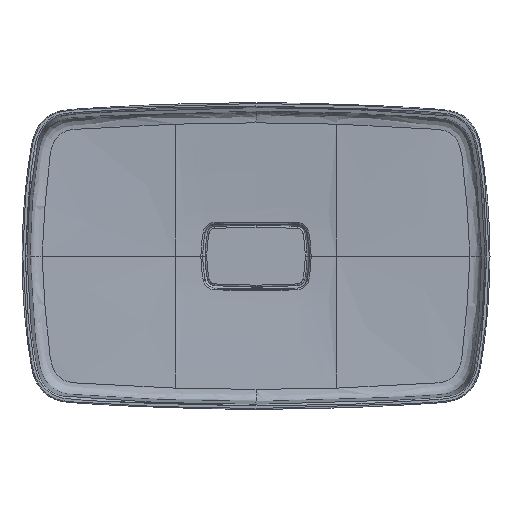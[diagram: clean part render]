
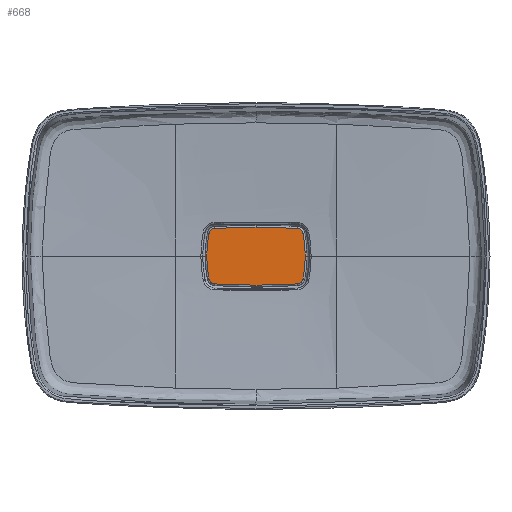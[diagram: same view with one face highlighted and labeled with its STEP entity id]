
A CAD part, top view. The second image highlights one B-rep face of the part: STEP entity #668.
In plain terms, the highlighted planar face has unit normal (0, 0, 1).
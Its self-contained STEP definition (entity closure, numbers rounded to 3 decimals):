
#418=FACE_OUTER_BOUND('',#964,.T.);
#668=ADVANCED_FACE('',(#418),#725,.F.);
#725=PLANE('',#2812);
#964=EDGE_LOOP('',(#1627,#1628,#1629,#1630,#1631,#1632,#1633,#1634,#1635,
#1636,#1637,#1638));
#1627=ORIENTED_EDGE('',*,*,#2361,.T.);
#1628=ORIENTED_EDGE('',*,*,#2362,.T.);
#1629=ORIENTED_EDGE('',*,*,#2363,.T.);
#1630=ORIENTED_EDGE('',*,*,#2364,.T.);
#1631=ORIENTED_EDGE('',*,*,#2365,.T.);
#1632=ORIENTED_EDGE('',*,*,#2366,.T.);
#1633=ORIENTED_EDGE('',*,*,#2367,.T.);
#1634=ORIENTED_EDGE('',*,*,#2368,.T.);
#1635=ORIENTED_EDGE('',*,*,#2369,.T.);
#1636=ORIENTED_EDGE('',*,*,#2370,.T.);
#1637=ORIENTED_EDGE('',*,*,#2371,.T.);
#1638=ORIENTED_EDGE('',*,*,#2372,.T.);
#2006=VERTEX_POINT('',#55551);
#2007=VERTEX_POINT('',#55552);
#2008=VERTEX_POINT('',#55557);
#2009=VERTEX_POINT('',#55568);
#2010=VERTEX_POINT('',#55573);
#2011=VERTEX_POINT('',#55578);
#2012=VERTEX_POINT('',#55589);
#2013=VERTEX_POINT('',#55594);
#2014=VERTEX_POINT('',#55599);
#2015=VERTEX_POINT('',#55610);
#2016=VERTEX_POINT('',#55615);
#2017=VERTEX_POINT('',#55620);
#2361=EDGE_CURVE('',#2006,#2007,#2698,.T.);
#2362=EDGE_CURVE('',#2007,#2008,#2699,.T.);
#2363=EDGE_CURVE('',#2008,#2009,#2700,.T.);
#2364=EDGE_CURVE('',#2009,#2010,#2701,.T.);
#2365=EDGE_CURVE('',#2010,#2011,#2702,.T.);
#2366=EDGE_CURVE('',#2011,#2012,#2703,.T.);
#2367=EDGE_CURVE('',#2012,#2013,#2704,.T.);
#2368=EDGE_CURVE('',#2013,#2014,#2705,.T.);
#2369=EDGE_CURVE('',#2014,#2015,#2706,.T.);
#2370=EDGE_CURVE('',#2015,#2016,#2707,.T.);
#2371=EDGE_CURVE('',#2016,#2017,#2708,.T.);
#2372=EDGE_CURVE('',#2017,#2006,#2709,.T.);
#2698=B_SPLINE_CURVE_WITH_KNOTS('',3,(#55547,#55548,#55549,#55550),
 .UNSPECIFIED.,.F.,.F.,(4,4),(0.,1.),.UNSPECIFIED.);
#2699=B_SPLINE_CURVE_WITH_KNOTS('',3,(#55553,#55554,#55555,#55556),
 .UNSPECIFIED.,.F.,.F.,(4,4),(0.,1.),.UNSPECIFIED.);
#2700=B_SPLINE_CURVE_WITH_KNOTS('',3,(#55558,#55559,#55560,#55561,#55562,
#55563,#55564,#55565,#55566,#55567),.UNSPECIFIED.,.F.,.F.,(4,2,2,2,4),(0.,
0.25,0.5,0.75,1.),.UNSPECIFIED.);
#2701=B_SPLINE_CURVE_WITH_KNOTS('',3,(#55569,#55570,#55571,#55572),
 .UNSPECIFIED.,.F.,.F.,(4,4),(0.,1.),.UNSPECIFIED.);
#2702=B_SPLINE_CURVE_WITH_KNOTS('',3,(#55574,#55575,#55576,#55577),
 .UNSPECIFIED.,.F.,.F.,(4,4),(0.,1.),.UNSPECIFIED.);
#2703=B_SPLINE_CURVE_WITH_KNOTS('',3,(#55579,#55580,#55581,#55582,#55583,
#55584,#55585,#55586,#55587,#55588),.UNSPECIFIED.,.F.,.F.,(4,2,2,2,4),(0.,
0.25,0.5,0.75,1.),.UNSPECIFIED.);
#2704=B_SPLINE_CURVE_WITH_KNOTS('',3,(#55590,#55591,#55592,#55593),
 .UNSPECIFIED.,.F.,.F.,(4,4),(0.,1.),.UNSPECIFIED.);
#2705=B_SPLINE_CURVE_WITH_KNOTS('',3,(#55595,#55596,#55597,#55598),
 .UNSPECIFIED.,.F.,.F.,(4,4),(0.,1.),.UNSPECIFIED.);
#2706=B_SPLINE_CURVE_WITH_KNOTS('',3,(#55600,#55601,#55602,#55603,#55604,
#55605,#55606,#55607,#55608,#55609),.UNSPECIFIED.,.F.,.F.,(4,2,2,2,4),(0.,
0.25,0.5,0.75,1.),.UNSPECIFIED.);
#2707=B_SPLINE_CURVE_WITH_KNOTS('',3,(#55611,#55612,#55613,#55614),
 .UNSPECIFIED.,.F.,.F.,(4,4),(0.,1.),.UNSPECIFIED.);
#2708=B_SPLINE_CURVE_WITH_KNOTS('',3,(#55616,#55617,#55618,#55619),
 .UNSPECIFIED.,.F.,.F.,(4,4),(0.,1.),.UNSPECIFIED.);
#2709=B_SPLINE_CURVE_WITH_KNOTS('',3,(#55621,#55622,#55623,#55624,#55625,
#55626,#55627,#55628,#55629,#55630),.UNSPECIFIED.,.F.,.F.,(4,2,2,2,4),(0.,
0.25,0.5,0.75,1.),.UNSPECIFIED.);
#2812=AXIS2_PLACEMENT_3D('',#55631,#3021,#3022);
#3021=DIRECTION('',(0.,0.,-1.));
#3022=DIRECTION('',(-1.,0.,0.));
#55547=CARTESIAN_POINT('',(51.163,34.426,14.5));
#55548=CARTESIAN_POINT('',(34.129,35.472,14.5));
#55549=CARTESIAN_POINT('',(17.066,36.,14.5));
#55550=CARTESIAN_POINT('',(0.,36.,14.5));
#55551=CARTESIAN_POINT('',(51.163,34.426,14.5));
#55552=CARTESIAN_POINT('',(0.,36.,14.5));
#55553=CARTESIAN_POINT('',(0.,36.,14.5));
#55554=CARTESIAN_POINT('',(-17.066,36.,14.5));
#55555=CARTESIAN_POINT('',(-34.129,35.472,14.5));
#55556=CARTESIAN_POINT('',(-51.162,34.426,14.5));
#55557=CARTESIAN_POINT('',(-51.162,34.426,14.5));
#55558=CARTESIAN_POINT('',(-51.162,34.426,14.5));
#55559=CARTESIAN_POINT('',(-51.992,34.374,14.5));
#55560=CARTESIAN_POINT('',(-52.828,34.295,14.5));
#55561=CARTESIAN_POINT('',(-54.368,33.638,14.5));
#55562=CARTESIAN_POINT('',(-55.055,33.163,14.5));
#55563=CARTESIAN_POINT('',(-56.323,32.079,14.5));
#55564=CARTESIAN_POINT('',(-56.882,31.467,14.5));
#55565=CARTESIAN_POINT('',(-57.719,30.007,14.5));
#55566=CARTESIAN_POINT('',(-57.945,29.21,14.5));
#55567=CARTESIAN_POINT('',(-58.113,28.393,14.5));
#55568=CARTESIAN_POINT('',(-58.113,28.393,14.5));
#55569=CARTESIAN_POINT('',(-58.113,28.393,14.5));
#55570=CARTESIAN_POINT('',(-60.032,19.054,14.5));
#55571=CARTESIAN_POINT('',(-61.,9.534,14.5));
#55572=CARTESIAN_POINT('',(-61.,0.,14.5));
#55573=CARTESIAN_POINT('',(-61.,0.,14.5));
#55574=CARTESIAN_POINT('',(-61.,0.,14.5));
#55575=CARTESIAN_POINT('',(-61.,-9.534,14.5));
#55576=CARTESIAN_POINT('',(-60.032,-19.054,14.5));
#55577=CARTESIAN_POINT('',(-58.113,-28.393,14.5));
#55578=CARTESIAN_POINT('',(-58.113,-28.393,14.5));
#55579=CARTESIAN_POINT('',(-58.113,-28.393,14.5));
#55580=CARTESIAN_POINT('',(-57.945,-29.21,14.5));
#55581=CARTESIAN_POINT('',(-57.718,-30.008,14.5));
#55582=CARTESIAN_POINT('',(-56.882,-31.466,14.5));
#55583=CARTESIAN_POINT('',(-56.319,-32.083,14.5));
#55584=CARTESIAN_POINT('',(-55.044,-33.171,14.5));
#55585=CARTESIAN_POINT('',(-54.352,-33.648,14.5));
#55586=CARTESIAN_POINT('',(-52.81,-34.3,14.5));
#55587=CARTESIAN_POINT('',(-51.989,-34.375,14.5));
#55588=CARTESIAN_POINT('',(-51.163,-34.426,14.5));
#55589=CARTESIAN_POINT('',(-51.163,-34.426,14.5));
#55590=CARTESIAN_POINT('',(-51.163,-34.426,14.5));
#55591=CARTESIAN_POINT('',(-34.129,-35.472,14.5));
#55592=CARTESIAN_POINT('',(-17.066,-36.,14.5));
#55593=CARTESIAN_POINT('',(0.,-36.,14.5));
#55594=CARTESIAN_POINT('',(0.,-36.,14.5));
#55595=CARTESIAN_POINT('',(0.,-36.,14.5));
#55596=CARTESIAN_POINT('',(17.065,-36.,14.5));
#55597=CARTESIAN_POINT('',(34.128,-35.472,14.5));
#55598=CARTESIAN_POINT('',(51.162,-34.426,14.5));
#55599=CARTESIAN_POINT('',(51.162,-34.426,14.5));
#55600=CARTESIAN_POINT('',(51.162,-34.426,14.5));
#55601=CARTESIAN_POINT('',(51.992,-34.375,14.5));
#55602=CARTESIAN_POINT('',(52.828,-34.296,14.5));
#55603=CARTESIAN_POINT('',(54.368,-33.638,14.5));
#55604=CARTESIAN_POINT('',(55.055,-33.163,14.5));
#55605=CARTESIAN_POINT('',(56.323,-32.079,14.5));
#55606=CARTESIAN_POINT('',(56.882,-31.467,14.5));
#55607=CARTESIAN_POINT('',(57.719,-30.007,14.5));
#55608=CARTESIAN_POINT('',(57.945,-29.21,14.5));
#55609=CARTESIAN_POINT('',(58.113,-28.393,14.5));
#55610=CARTESIAN_POINT('',(58.113,-28.393,14.5));
#55611=CARTESIAN_POINT('',(58.113,-28.393,14.5));
#55612=CARTESIAN_POINT('',(60.032,-19.054,14.5));
#55613=CARTESIAN_POINT('',(61.,-9.534,14.5));
#55614=CARTESIAN_POINT('',(61.,0.,14.5));
#55615=CARTESIAN_POINT('',(61.,0.,14.5));
#55616=CARTESIAN_POINT('',(61.,0.,14.5));
#55617=CARTESIAN_POINT('',(61.,9.534,14.5));
#55618=CARTESIAN_POINT('',(60.032,19.054,14.5));
#55619=CARTESIAN_POINT('',(58.113,28.393,14.5));
#55620=CARTESIAN_POINT('',(58.113,28.393,14.5));
#55621=CARTESIAN_POINT('',(58.113,28.393,14.5));
#55622=CARTESIAN_POINT('',(57.945,29.21,14.5));
#55623=CARTESIAN_POINT('',(57.718,30.008,14.5));
#55624=CARTESIAN_POINT('',(56.882,31.466,14.5));
#55625=CARTESIAN_POINT('',(56.319,32.083,14.5));
#55626=CARTESIAN_POINT('',(55.044,33.171,14.5));
#55627=CARTESIAN_POINT('',(54.352,33.648,14.5));
#55628=CARTESIAN_POINT('',(52.81,34.3,14.5));
#55629=CARTESIAN_POINT('',(51.989,34.375,14.5));
#55630=CARTESIAN_POINT('',(51.163,34.426,14.5));
#55631=CARTESIAN_POINT('',(-62.265,-14.472,14.5));
